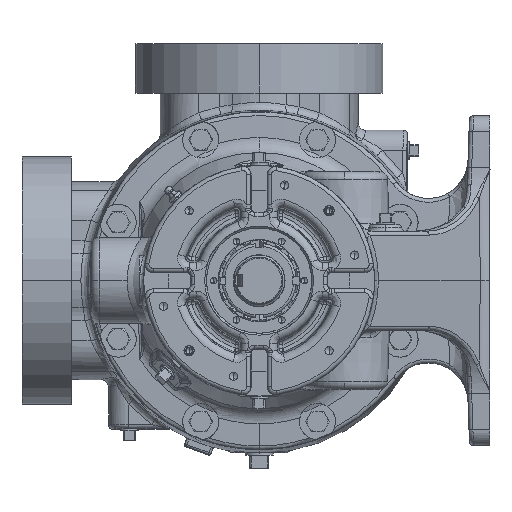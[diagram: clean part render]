
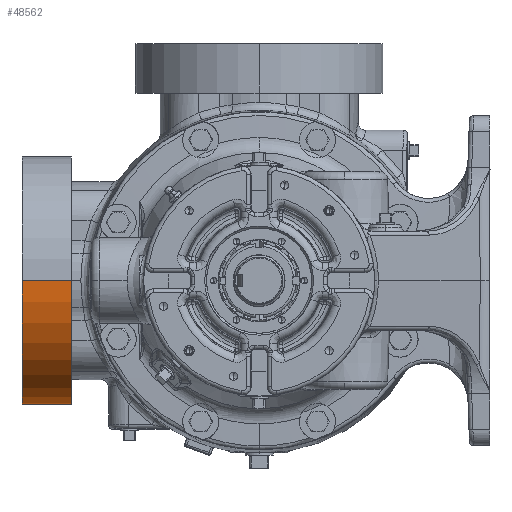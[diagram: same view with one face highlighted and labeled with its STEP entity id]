
A CAD part, left-side view. The second image highlights one B-rep face of the part: STEP entity #48562.
In plain terms, the highlighted cylindrical face has radius 95.25 mm (diameter 190.5 mm), a partial arc.
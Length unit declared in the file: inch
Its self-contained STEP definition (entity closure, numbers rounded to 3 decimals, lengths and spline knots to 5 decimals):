
#9406 = VERTEX_POINT ( 'NONE', #139092 ) ;
#13715 = LINE ( 'NONE', #161054, #265684 ) ;
#14663 = CIRCLE ( 'NONE', #66276, 3.75 ) ;
#27491 = FACE_OUTER_BOUND ( 'NONE', #207922, .T. ) ;
#30229 = CYLINDRICAL_SURFACE ( 'NONE', #122529, 3.75 ) ;
#41318 = CARTESIAN_POINT ( 'NONE',  ( 7.095, 5.44318, 0. ) ) ;
#48562 = ADVANCED_FACE ( 'NONE', ( #27491 ), #30229, .T. ) ;
#57031 = CARTESIAN_POINT ( 'NONE',  ( 7.095, 7.1875, 0. ) ) ;
#59843 = DIRECTION ( 'NONE',  ( -1., 0., 0. ) ) ;
#66276 = AXIS2_PLACEMENT_3D ( 'NONE', #201323, #245786, #205288 ) ;
#66580 = DIRECTION ( 'NONE',  ( 0., -1., 0. ) ) ;
#68915 = ORIENTED_EDGE ( 'NONE', *, *, #203217, .T. ) ;
#85173 = AXIS2_PLACEMENT_3D ( 'NONE', #265510, #245139, #59843 ) ;
#98082 = VERTEX_POINT ( 'NONE', #167516 ) ;
#100133 = DIRECTION ( 'NONE',  ( 0., -1., 0. ) ) ;
#108811 = ORIENTED_EDGE ( 'NONE', *, *, #198752, .F. ) ;
#111254 = CARTESIAN_POINT ( 'NONE',  ( 3.345, 5.44318, 0. ) ) ;
#111587 = CARTESIAN_POINT ( 'NONE',  ( -0.405, 7.1875, 0. ) ) ;
#112031 = EDGE_CURVE ( 'NONE', #142615, #9406, #13715, .T. ) ;
#122529 = AXIS2_PLACEMENT_3D ( 'NONE', #111254, #66580, #193806 ) ;
#123693 = DIRECTION ( 'NONE',  ( 0., -1., 0. ) ) ;
#128068 = VERTEX_POINT ( 'NONE', #57031 ) ;
#139092 = CARTESIAN_POINT ( 'NONE',  ( -0.405, 5.6875, 0. ) ) ;
#142615 = VERTEX_POINT ( 'NONE', #111587 ) ;
#146690 = LINE ( 'NONE', #41318, #222067 ) ;
#148457 = EDGE_CURVE ( 'NONE', #128068, #98082, #146690, .T. ) ;
#161054 = CARTESIAN_POINT ( 'NONE',  ( -0.405, 5.44318, 0. ) ) ;
#167516 = CARTESIAN_POINT ( 'NONE',  ( 7.095, 5.6875, 0. ) ) ;
#193806 = DIRECTION ( 'NONE',  ( -1., 0., 0. ) ) ;
#195685 = ORIENTED_EDGE ( 'NONE', *, *, #112031, .F. ) ;
#198752 = EDGE_CURVE ( 'NONE', #9406, #98082, #14663, .T. ) ;
#201323 = CARTESIAN_POINT ( 'NONE',  ( 3.345, 5.6875, 0. ) ) ;
#203217 = EDGE_CURVE ( 'NONE', #142615, #128068, #210554, .T. ) ;
#205288 = DIRECTION ( 'NONE',  ( -1., 0., 0. ) ) ;
#207922 = EDGE_LOOP ( 'NONE', ( #68915, #253001, #108811, #195685 ) ) ;
#210554 = CIRCLE ( 'NONE', #85173, 3.75 ) ;
#222067 = VECTOR ( 'NONE', #123693, 39.37008 ) ;
#245139 = DIRECTION ( 'NONE',  ( 0., -1., 0. ) ) ;
#245786 = DIRECTION ( 'NONE',  ( 0., -1., 0. ) ) ;
#253001 = ORIENTED_EDGE ( 'NONE', *, *, #148457, .T. ) ;
#265510 = CARTESIAN_POINT ( 'NONE',  ( 3.345, 7.1875, 0. ) ) ;
#265684 = VECTOR ( 'NONE', #100133, 39.37008 ) ;
